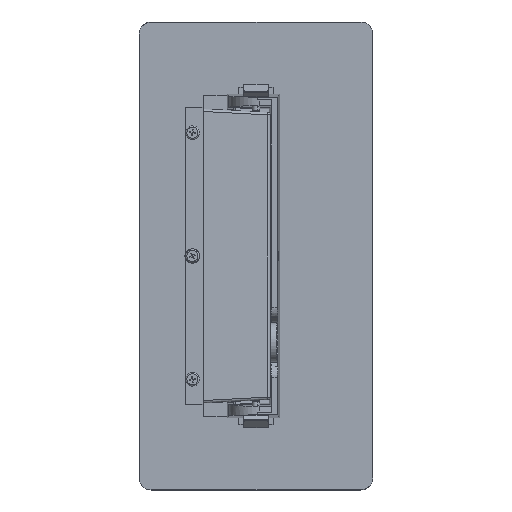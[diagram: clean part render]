
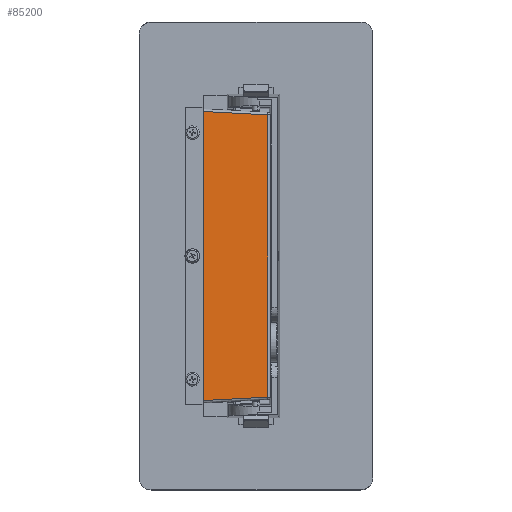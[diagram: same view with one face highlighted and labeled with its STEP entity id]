
A CAD part, front view. The second image highlights one B-rep face of the part: STEP entity #85200.
In plain terms, the highlighted planar face has unit normal (0.052, -0.999, 0).
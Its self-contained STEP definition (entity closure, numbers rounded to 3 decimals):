
#138 = EDGE_CURVE ( 'NONE', #24376, #25675, #51714, .T. ) ;
#458 = CARTESIAN_POINT ( 'NONE',  ( 12.638, 2.908, -57.193 ) ) ;
#1460 = CARTESIAN_POINT ( 'NONE',  ( -14.236, 1.5, -58.601 ) ) ;
#4494 = DIRECTION ( 'NONE',  ( 0., 0., 1. ) ) ;
#4683 = VECTOR ( 'NONE', #15972, 1000. ) ;
#5306 = ORIENTED_EDGE ( 'NONE', *, *, #40060, .T. ) ;
#8317 = AXIS2_PLACEMENT_3D ( 'NONE', #11981, #19766, #80829 ) ;
#11981 = CARTESIAN_POINT ( 'NONE',  ( 12.764, 2.915, -59.6 ) ) ;
#13931 = LINE ( 'NONE', #37301, #99631 ) ;
#15972 = DIRECTION ( 'NONE',  ( 0.997, 0.052, 0.052 ) ) ;
#19766 = DIRECTION ( 'NONE',  ( -0.052, 0.999, 0. ) ) ;
#24376 = VERTEX_POINT ( 'NONE', #1460 ) ;
#25675 = VERTEX_POINT ( 'NONE', #67225 ) ;
#28567 = VECTOR ( 'NONE', #73582, 1000. ) ;
#29668 = EDGE_CURVE ( 'NONE', #25675, #72256, #13931, .T. ) ;
#30306 = FACE_OUTER_BOUND ( 'NONE', #63950, .T. ) ;
#34321 = PLANE ( 'NONE',  #8317 ) ;
#36291 = CARTESIAN_POINT ( 'NONE',  ( -14.236, 1.5, -59.6 ) ) ;
#37301 = CARTESIAN_POINT ( 'NONE',  ( 11.816, 2.865, 58.185 ) ) ;
#38277 = VERTEX_POINT ( 'NONE', #46930 ) ;
#40060 = EDGE_CURVE ( 'NONE', #72256, #38277, #58820, .T. ) ;
#46930 = CARTESIAN_POINT ( 'NONE',  ( -14.236, 1.5, 58.601 ) ) ;
#51714 = LINE ( 'NONE', #458, #4683 ) ;
#58820 = LINE ( 'NONE', #80282, #28567 ) ;
#59684 = ORIENTED_EDGE ( 'NONE', *, *, #138, .T. ) ;
#60952 = VECTOR ( 'NONE', #4494, 1000. ) ;
#63950 = EDGE_LOOP ( 'NONE', ( #80296, #59684, #85194, #5306 ) ) ;
#67225 = CARTESIAN_POINT ( 'NONE',  ( 11.816, 2.865, -57.236 ) ) ;
#70619 = EDGE_CURVE ( 'NONE', #24376, #38277, #83906, .T. ) ;
#72256 = VERTEX_POINT ( 'NONE', #80261 ) ;
#73582 = DIRECTION ( 'NONE',  ( -0.997, -0.052, 0.052 ) ) ;
#80261 = CARTESIAN_POINT ( 'NONE',  ( 11.816, 2.865, 57.236 ) ) ;
#80282 = CARTESIAN_POINT ( 'NONE',  ( 18.851, 3.234, 56.867 ) ) ;
#80296 = ORIENTED_EDGE ( 'NONE', *, *, #70619, .F. ) ;
#80829 = DIRECTION ( 'NONE',  ( 0., 0., -1. ) ) ;
#83906 = LINE ( 'NONE', #36291, #60952 ) ;
#85194 = ORIENTED_EDGE ( 'NONE', *, *, #29668, .T. ) ;
#85200 = ADVANCED_FACE ( 'NONE', ( #30306 ), #34321, .F. ) ;
#91216 = DIRECTION ( 'NONE',  ( 0., 0., 1. ) ) ;
#99631 = VECTOR ( 'NONE', #91216, 1000. ) ;
